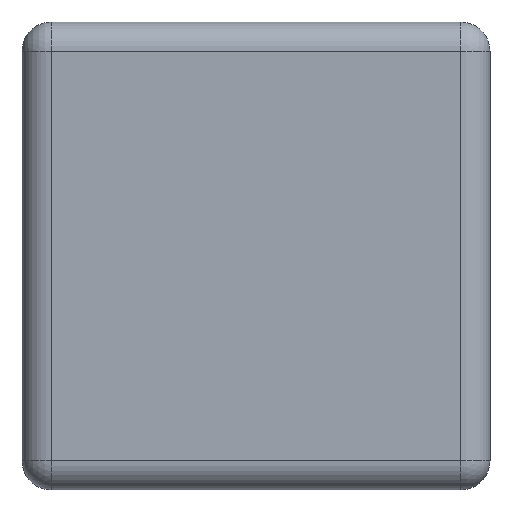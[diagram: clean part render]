
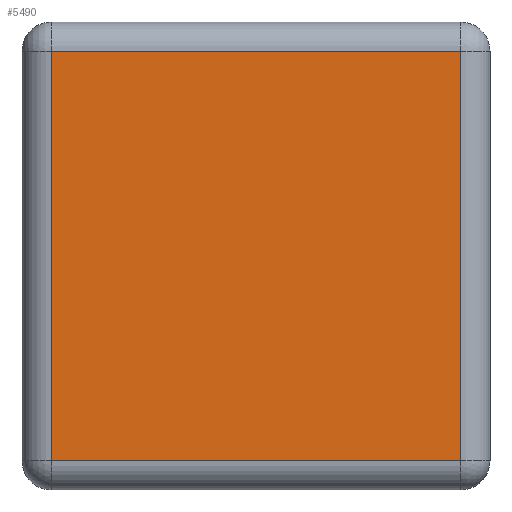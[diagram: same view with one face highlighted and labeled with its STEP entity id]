
A CAD part, left-side view. The second image highlights one B-rep face of the part: STEP entity #5490.
In plain terms, the highlighted planar face has unit normal (-1, 0, 0).
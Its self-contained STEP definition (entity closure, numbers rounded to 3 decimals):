
#15 = EDGE_LOOP ( 'NONE', ( #3976, #2804, #1707, #4520 ) ) ;
#107 = DIRECTION ( 'NONE',  ( 0., -1., 0. ) ) ;
#125 = VECTOR ( 'NONE', #3413, 1000. ) ;
#130 = VECTOR ( 'NONE', #3442, 1000. ) ;
#133 = DIRECTION ( 'NONE',  ( 0., 0., -1. ) ) ;
#162 = CARTESIAN_POINT ( 'NONE',  ( -0.8, -0.35, 0.05 ) ) ;
#213 = EDGE_CURVE ( 'NONE', #3589, #5899, #3692, .T. ) ;
#292 = EDGE_CURVE ( 'NONE', #5527, #3589, #4830, .T. ) ;
#491 = CARTESIAN_POINT ( 'NONE',  ( -0.8, -0.35, 0.75 ) ) ;
#608 = EDGE_CURVE ( 'NONE', #5899, #2470, #1530, .T. ) ;
#687 = EDGE_CURVE ( 'NONE', #2470, #5527, #2463, .T. ) ;
#927 = VECTOR ( 'NONE', #5530, 1000. ) ;
#1530 = LINE ( 'NONE', #3509, #130 ) ;
#1707 = ORIENTED_EDGE ( 'NONE', *, *, #213, .T. ) ;
#1921 = AXIS2_PLACEMENT_3D ( 'NONE', #2168, #4505, #133 ) ;
#2168 = CARTESIAN_POINT ( 'NONE',  ( -0.8, -0.4, 0.8 ) ) ;
#2463 = LINE ( 'NONE', #4412, #2657 ) ;
#2470 = VERTEX_POINT ( 'NONE', #4362 ) ;
#2657 = VECTOR ( 'NONE', #107, 1000. ) ;
#2804 = ORIENTED_EDGE ( 'NONE', *, *, #292, .T. ) ;
#3413 = DIRECTION ( 'NONE',  ( 0., 0., 1. ) ) ;
#3442 = DIRECTION ( 'NONE',  ( 0., 0., -1. ) ) ;
#3509 = CARTESIAN_POINT ( 'NONE',  ( -0.8, 0.35, 0.8 ) ) ;
#3589 = VERTEX_POINT ( 'NONE', #491 ) ;
#3626 = CARTESIAN_POINT ( 'NONE',  ( -0.8, 0.4, 0.75 ) ) ;
#3692 = LINE ( 'NONE', #3626, #927 ) ;
#3976 = ORIENTED_EDGE ( 'NONE', *, *, #687, .T. ) ;
#4113 = PLANE ( 'NONE',  #1921 ) ;
#4362 = CARTESIAN_POINT ( 'NONE',  ( -0.8, 0.35, 0.05 ) ) ;
#4412 = CARTESIAN_POINT ( 'NONE',  ( -0.8, -0.4, 0.05 ) ) ;
#4505 = DIRECTION ( 'NONE',  ( 1., 0., 0. ) ) ;
#4520 = ORIENTED_EDGE ( 'NONE', *, *, #608, .T. ) ;
#4589 = FACE_OUTER_BOUND ( 'NONE', #15, .T. ) ;
#4830 = LINE ( 'NONE', #5367, #125 ) ;
#5111 = CARTESIAN_POINT ( 'NONE',  ( -0.8, 0.35, 0.75 ) ) ;
#5367 = CARTESIAN_POINT ( 'NONE',  ( -0.8, -0.35, 0.8 ) ) ;
#5490 = ADVANCED_FACE ( 'NONE', ( #4589 ), #4113, .F. ) ;
#5527 = VERTEX_POINT ( 'NONE', #162 ) ;
#5530 = DIRECTION ( 'NONE',  ( 0., 1., 0. ) ) ;
#5899 = VERTEX_POINT ( 'NONE', #5111 ) ;
